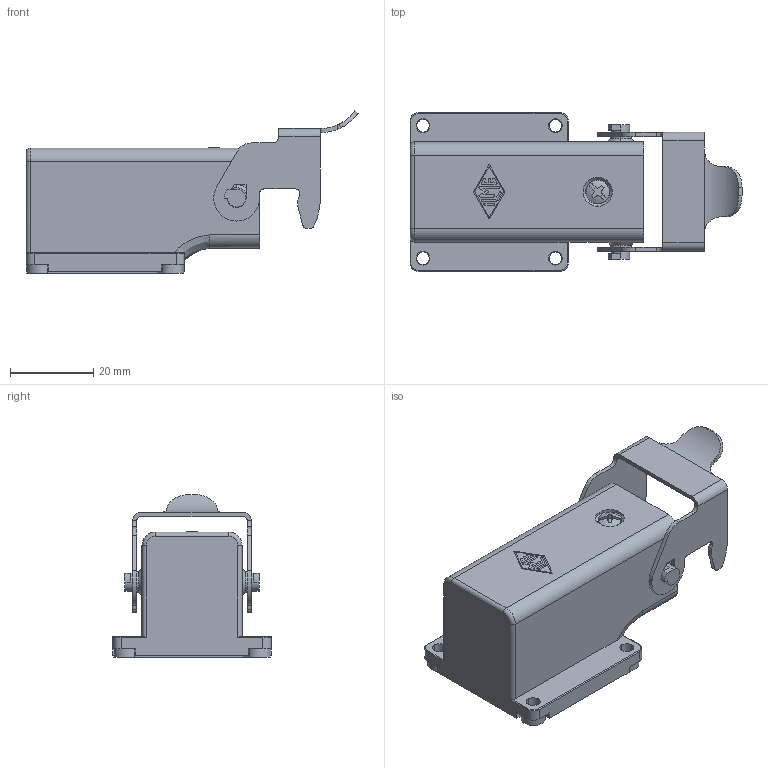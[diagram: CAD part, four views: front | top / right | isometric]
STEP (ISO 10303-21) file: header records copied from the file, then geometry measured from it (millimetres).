
FILE_DESCRIPTION(('Creo Elements/Direct Modeling STEP Export'),'2;1');
FILE_NAME('0ln7uvk5bn435994764','2021-07-14T 8:12:42',(''),(''),'Creo Elements/Direct Modeling STEP processor for AP214 (Solid Model)','Creo Elements/Direct Modeling 20.1B 02-Apr-2019 (C) Parametric Technology GmbH','');
FILE_SCHEMA(('AUTOMOTIVE_DESIGN { 1 0 10303 214 1 1 1 1 }'));
Length unit declared in the file: millimetre
Products named in the file (2): CJZAXX_8_IA4
Assembly tree (1 placements, depth 2):
  CJZAXX_8_IA4
    CJZAXX_8_IA4
Bounding box: 79.6 x 38 x 38.95 mm (x, y, z)
Volume: 24770 mm3; surface area: 20277.1 mm2
Topology: 1 solids, 1 shells, 343 faces, 1006 edges, 690 vertices
Faces by surface type: plane 220, cylinder 102, cone 11, torus 6, bspline 2, sphere 2
Entity records: 17043 total; most frequent: CARTESIAN_POINT 5236, ORIENTED_EDGE 2012, DIRECTION 1739, EDGE_CURVE 1006, VERTEX_POINT 690, VECTOR 673, LINE 673, AXIS2_PLACEMENT_3D 533
